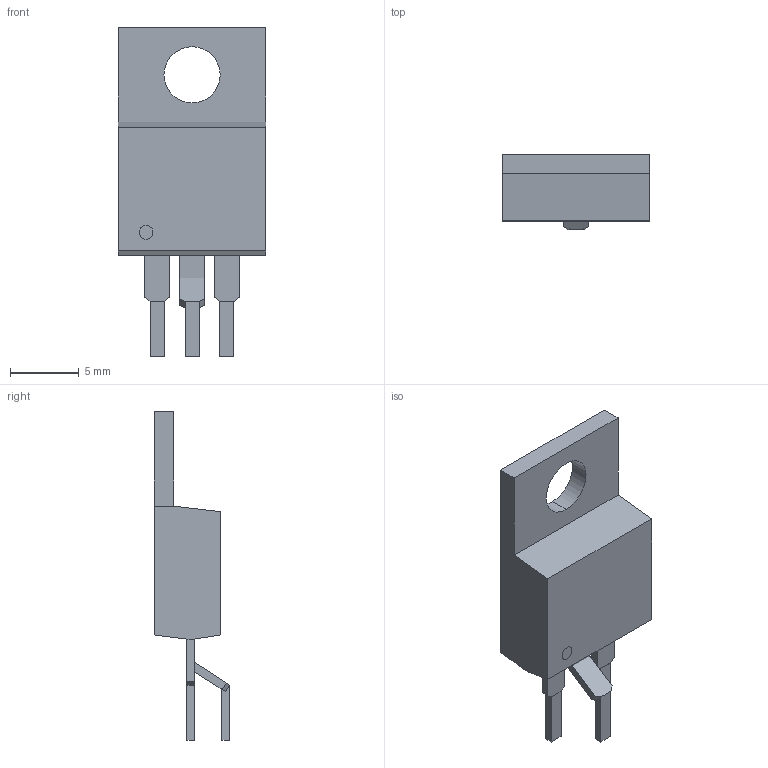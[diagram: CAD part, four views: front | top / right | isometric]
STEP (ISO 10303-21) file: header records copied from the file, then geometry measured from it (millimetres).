
FILE_DESCRIPTION (( 'STEP AP214' ), '1' );
FILE_NAME ('User Library-TO-220AB-V.STEP', '2015-11-30T01:01:05', ( 'Windows User' ), ( '' ), 'SwSTEP 2.0', 'SolidWorks 2016', '' );
FILE_SCHEMA (( 'AUTOMOTIVE_DESIGN' ));
Length unit declared in the file: millimetre
Products named in the file (11): User Library-TO-220AB-V_Box004; User Library-TO-220AB-V_Box002; User Library-TO-220AB-V; User Library-TO-220AB-V_Chamfer006; User Library-TO-220AB-V_Box008; User Library-TO-220AB-V_Cut001; User Library-TO-220AB-V_Cylinder002; User Library-TO-220AB-V_Chamfer005; User Library-TO-220AB-V_Chamfer003; User Library-TO-220AB-V_Cut; User Library-TO-220AB-V_Box006
Assembly tree (10 placements, depth 2):
  User Library-TO-220AB-V
    User Library-TO-220AB-V_Box002
    User Library-TO-220AB-V_Box004
    User Library-TO-220AB-V_Box006
    User Library-TO-220AB-V_Cut
    User Library-TO-220AB-V_Chamfer003
    User Library-TO-220AB-V_Chamfer005
    User Library-TO-220AB-V_Cylinder002
    User Library-TO-220AB-V_Cut001
    User Library-TO-220AB-V_Box008
    User Library-TO-220AB-V_Chamfer006
Bounding box: 10.67 x 5.47 x 23.86 mm (x, y, z)
Volume: 586 mm3; surface area: 684.7 mm2
Topology: 10 solids, 10 shells, 72 faces, 153 edges, 102 vertices
Faces by surface type: plane 66, cylinder 6
Entity records: 3167 total; most frequent: CARTESIAN_POINT 340, DIRECTION 335, ORIENTED_EDGE 306, EDGE_CURVE 153, LINE 141, VECTOR 141, UNCERTAINTY_MEASURE_WITH_UNIT 103, VERTEX_POINT 102
